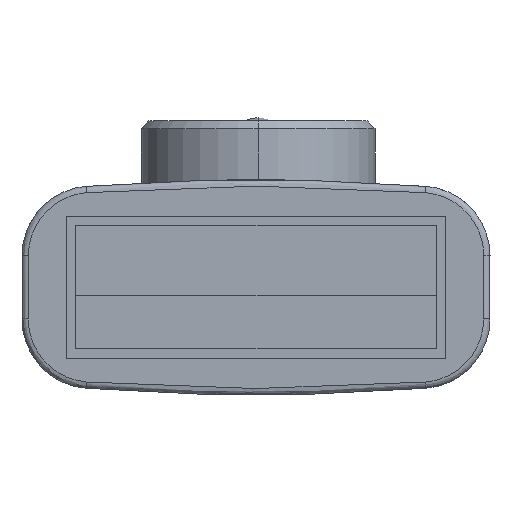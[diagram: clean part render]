
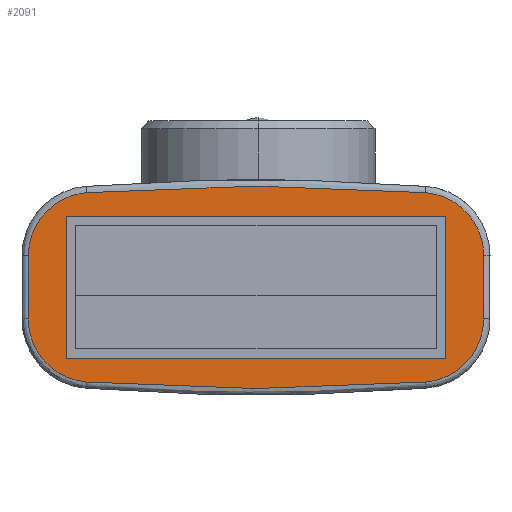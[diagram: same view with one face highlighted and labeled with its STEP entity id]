
A CAD part, front view. The second image highlights one B-rep face of the part: STEP entity #2091.
In plain terms, the highlighted planar face has unit normal (0, -1, 0).
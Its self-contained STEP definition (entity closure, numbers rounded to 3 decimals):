
#28 = CARTESIAN_POINT ( 'NONE',  ( 45.288, -123.764, -7.271 ) ) ;
#130 = VECTOR ( 'NONE', #5811, 1000. ) ;
#164 = DIRECTION ( 'NONE',  ( 0., 0., 1. ) ) ;
#166 = EDGE_LOOP ( 'NONE', ( #2659, #2253, #5939, #5319 ) ) ;
#219 = VECTOR ( 'NONE', #1344, 1000. ) ;
#235 = EDGE_CURVE ( 'NONE', #251, #2193, #5339, .T. ) ;
#251 = VERTEX_POINT ( 'NONE', #4860 ) ;
#273 = CARTESIAN_POINT ( 'NONE',  ( 34.581, -123.764, -13.26 ) ) ;
#375 = VERTEX_POINT ( 'NONE', #2618 ) ;
#395 = CARTESIAN_POINT ( 'NONE',  ( 32.734, -123.764, -9.265 ) ) ;
#482 = CARTESIAN_POINT ( 'NONE',  ( 39.934, -123.764, -8.016 ) ) ;
#772 = LINE ( 'NONE', #5689, #219 ) ;
#778 = ORIENTED_EDGE ( 'NONE', *, *, #1129, .F. ) ;
#815 = CARTESIAN_POINT ( 'NONE',  ( 34.581, -123.764, -13.26 ) ) ;
#989 = CARTESIAN_POINT ( 'NONE',  ( 39.934, -123.764, -12.516 ) ) ;
#1006 = CARTESIAN_POINT ( 'NONE',  ( 38.149, -123.764, -6.997 ) ) ;
#1069 = EDGE_CURVE ( 'NONE', #3950, #375, #5230, .T. ) ;
#1111 = VECTOR ( 'NONE', #164, 1000. ) ;
#1129 = EDGE_CURVE ( 'NONE', #3959, #5243, #1395, .T. ) ;
#1312 = CARTESIAN_POINT ( 'NONE',  ( 32.734, -123.764, -11.264 ) ) ;
#1322 = CARTESIAN_POINT ( 'NONE',  ( 45.288, -123.764, -7.271 ) ) ;
#1342 =( BOUNDED_CURVE ( )  B_SPLINE_CURVE ( 3, ( #1322, #1684, #5192, #3660 ),
 .UNSPECIFIED., .F., .T. ) 
 B_SPLINE_CURVE_WITH_KNOTS ( ( 4, 4 ),
 ( 0., 1. ),
 .UNSPECIFIED. ) 
 CURVE ( )  GEOMETRIC_REPRESENTATION_ITEM ( )  RATIONAL_B_SPLINE_CURVE ( ( 1., 0.822, 0.822, 1. ) ) 
 REPRESENTATION_ITEM ( '' )  );
#1344 = DIRECTION ( 'NONE',  ( 0., 0., -1. ) ) ;
#1363 = DIRECTION ( 'NONE',  ( 0., 0., -1. ) ) ;
#1395 = LINE ( 'NONE', #6211, #4373 ) ;
#1409 = VERTEX_POINT ( 'NONE', #815 ) ;
#1499 = CARTESIAN_POINT ( 'NONE',  ( 32.734, -123.764, -8.162 ) ) ;
#1684 = CARTESIAN_POINT ( 'NONE',  ( 46.387, -123.764, -7.356 ) ) ;
#1687 = ORIENTED_EDGE ( 'NONE', *, *, #2406, .F. ) ;
#1731 = CARTESIAN_POINT ( 'NONE',  ( 32.734, -123.764, -12.367 ) ) ;
#2036 = CARTESIAN_POINT ( 'NONE',  ( 45.284, -123.764, -13.26 ) ) ;
#2056 = EDGE_CURVE ( 'NONE', #2356, #2696, #2492, .T. ) ;
#2064 = CARTESIAN_POINT ( 'NONE',  ( 45.934, -123.764, -10.266 ) ) ;
#2091 = ADVANCED_FACE ( 'NONE', ( #4073, #4552 ), #5055, .F. ) ;
#2164 = CARTESIAN_POINT ( 'NONE',  ( 33.934, -123.764, -12.516 ) ) ;
#2180 = CARTESIAN_POINT ( 'NONE',  ( 45.284, -123.764, -13.26 ) ) ;
#2193 = VERTEX_POINT ( 'NONE', #4521 ) ;
#2253 = ORIENTED_EDGE ( 'NONE', *, *, #2056, .F. ) ;
#2356 = VERTEX_POINT ( 'NONE', #2164 ) ;
#2406 = EDGE_CURVE ( 'NONE', #3126, #3950, #2436, .T. ) ;
#2436 =( BOUNDED_CURVE ( )  B_SPLINE_CURVE ( 3, ( #5044, #1499, #3440, #3475 ),
 .UNSPECIFIED., .F., .F. ) 
 B_SPLINE_CURVE_WITH_KNOTS ( ( 4, 4 ),
 ( 0., 1. ),
 .UNSPECIFIED. ) 
 CURVE ( )  GEOMETRIC_REPRESENTATION_ITEM ( )  RATIONAL_B_SPLINE_CURVE ( ( 1., 0.822, 0.822, 1. ) ) 
 REPRESENTATION_ITEM ( '' )  );
#2474 = ORIENTED_EDGE ( 'NONE', *, *, #3994, .F. ) ;
#2486 = EDGE_CURVE ( 'NONE', #375, #3959, #1342, .T. ) ;
#2492 = LINE ( 'NONE', #989, #130 ) ;
#2552 = CARTESIAN_POINT ( 'NONE',  ( 45.284, -123.764, -13.26 ) ) ;
#2617 = CARTESIAN_POINT ( 'NONE',  ( 39.934, -123.764, -10.266 ) ) ;
#2618 = CARTESIAN_POINT ( 'NONE',  ( 45.288, -123.764, -7.271 ) ) ;
#2631 = LINE ( 'NONE', #2064, #1111 ) ;
#2659 = ORIENTED_EDGE ( 'NONE', *, *, #2930, .F. ) ;
#2684 =( BOUNDED_CURVE ( )  B_SPLINE_CURVE ( 3, ( #2180, #3553, #4589, #5058 ),
 .UNSPECIFIED., .F., .T. ) 
 B_SPLINE_CURVE_WITH_KNOTS ( ( 4, 4 ),
 ( 0., 1. ),
 .UNSPECIFIED. ) 
 CURVE ( )  GEOMETRIC_REPRESENTATION_ITEM ( )  RATIONAL_B_SPLINE_CURVE ( ( 1., 0.998, 0.998, 1. ) ) 
 REPRESENTATION_ITEM ( '' )  );
#2696 = VERTEX_POINT ( 'NONE', #5729 ) ;
#2930 = EDGE_CURVE ( 'NONE', #2696, #251, #2631, .T. ) ;
#3126 = VERTEX_POINT ( 'NONE', #395 ) ;
#3393 = VERTEX_POINT ( 'NONE', #5570 ) ;
#3440 = CARTESIAN_POINT ( 'NONE',  ( 33.485, -123.764, -7.353 ) ) ;
#3469 = CARTESIAN_POINT ( 'NONE',  ( 47.134, -123.764, -11.266 ) ) ;
#3475 = CARTESIAN_POINT ( 'NONE',  ( 34.585, -123.764, -7.271 ) ) ;
#3553 = CARTESIAN_POINT ( 'NONE',  ( 41.72, -123.764, -13.534 ) ) ;
#3628 = ORIENTED_EDGE ( 'NONE', *, *, #4545, .F. ) ;
#3660 = CARTESIAN_POINT ( 'NONE',  ( 47.134, -123.764, -9.267 ) ) ;
#3842 = CARTESIAN_POINT ( 'NONE',  ( 34.585, -123.764, -7.271 ) ) ;
#3893 = EDGE_LOOP ( 'NONE', ( #5829, #5286, #1687, #5849, #3628, #4862, #2474, #778 ) ) ;
#3950 = VERTEX_POINT ( 'NONE', #3842 ) ;
#3959 = VERTEX_POINT ( 'NONE', #4409 ) ;
#3994 = EDGE_CURVE ( 'NONE', #5243, #6155, #4415, .T. ) ;
#4072 = AXIS2_PLACEMENT_3D ( 'NONE', #2617, #4162, #5540 ) ;
#4073 = FACE_OUTER_BOUND ( 'NONE', #3893, .T. ) ;
#4121 = VECTOR ( 'NONE', #4447, 1000. ) ;
#4162 = DIRECTION ( 'NONE',  ( 0., 1., 0. ) ) ;
#4176 =( BOUNDED_CURVE ( )  B_SPLINE_CURVE ( 3, ( #273, #6077, #1731, #1312 ),
 .UNSPECIFIED., .F., .T. ) 
 B_SPLINE_CURVE_WITH_KNOTS ( ( 4, 4 ),
 ( 0., 1. ),
 .UNSPECIFIED. ) 
 CURVE ( )  GEOMETRIC_REPRESENTATION_ITEM ( )  RATIONAL_B_SPLINE_CURVE ( ( 1., 0.822, 0.822, 1. ) ) 
 REPRESENTATION_ITEM ( '' )  );
#4373 = VECTOR ( 'NONE', #1363, 1000. ) ;
#4377 = VECTOR ( 'NONE', #5276, 1000. ) ;
#4398 = CARTESIAN_POINT ( 'NONE',  ( 41.724, -123.764, -6.997 ) ) ;
#4409 = CARTESIAN_POINT ( 'NONE',  ( 47.134, -123.764, -9.267 ) ) ;
#4410 = EDGE_CURVE ( 'NONE', #6155, #1409, #2684, .T. ) ;
#4415 =( BOUNDED_CURVE ( )  B_SPLINE_CURVE ( 3, ( #3469, #4483, #4515, #2552 ),
 .UNSPECIFIED., .F., .T. ) 
 B_SPLINE_CURVE_WITH_KNOTS ( ( 4, 4 ),
 ( 0., 1. ),
 .UNSPECIFIED. ) 
 CURVE ( )  GEOMETRIC_REPRESENTATION_ITEM ( )  RATIONAL_B_SPLINE_CURVE ( ( 1., 0.822, 0.822, 1. ) ) 
 REPRESENTATION_ITEM ( '' )  );
#4447 = DIRECTION ( 'NONE',  ( 0., 0., 1. ) ) ;
#4483 = CARTESIAN_POINT ( 'NONE',  ( 47.134, -123.764, -12.369 ) ) ;
#4515 = CARTESIAN_POINT ( 'NONE',  ( 46.384, -123.764, -13.178 ) ) ;
#4517 = CARTESIAN_POINT ( 'NONE',  ( 32.734, -123.764, -10.266 ) ) ;
#4521 = CARTESIAN_POINT ( 'NONE',  ( 33.934, -123.764, -8.016 ) ) ;
#4545 = EDGE_CURVE ( 'NONE', #1409, #3393, #4176, .T. ) ;
#4552 = FACE_BOUND ( 'NONE', #166, .T. ) ;
#4559 = EDGE_CURVE ( 'NONE', #2193, #2356, #772, .T. ) ;
#4589 = CARTESIAN_POINT ( 'NONE',  ( 38.145, -123.764, -13.534 ) ) ;
#4860 = CARTESIAN_POINT ( 'NONE',  ( 45.934, -123.764, -8.016 ) ) ;
#4862 = ORIENTED_EDGE ( 'NONE', *, *, #4410, .F. ) ;
#4960 = LINE ( 'NONE', #4517, #4121 ) ;
#5044 = CARTESIAN_POINT ( 'NONE',  ( 32.734, -123.764, -9.265 ) ) ;
#5055 = PLANE ( 'NONE',  #4072 ) ;
#5058 = CARTESIAN_POINT ( 'NONE',  ( 34.581, -123.764, -13.26 ) ) ;
#5116 = EDGE_CURVE ( 'NONE', #3393, #3126, #4960, .T. ) ;
#5192 = CARTESIAN_POINT ( 'NONE',  ( 47.135, -123.764, -8.164 ) ) ;
#5230 =( BOUNDED_CURVE ( )  B_SPLINE_CURVE ( 3, ( #6268, #1006, #4398, #28 ),
 .UNSPECIFIED., .F., .T. ) 
 B_SPLINE_CURVE_WITH_KNOTS ( ( 4, 4 ),
 ( 0., 1. ),
 .UNSPECIFIED. ) 
 CURVE ( )  GEOMETRIC_REPRESENTATION_ITEM ( )  RATIONAL_B_SPLINE_CURVE ( ( 1., 0.998, 0.998, 1. ) ) 
 REPRESENTATION_ITEM ( '' )  );
#5243 = VERTEX_POINT ( 'NONE', #6149 ) ;
#5276 = DIRECTION ( 'NONE',  ( -1., 0., 0. ) ) ;
#5286 = ORIENTED_EDGE ( 'NONE', *, *, #1069, .F. ) ;
#5319 = ORIENTED_EDGE ( 'NONE', *, *, #235, .F. ) ;
#5339 = LINE ( 'NONE', #482, #4377 ) ;
#5540 = DIRECTION ( 'NONE',  ( -1., 0., 0. ) ) ;
#5570 = CARTESIAN_POINT ( 'NONE',  ( 32.734, -123.764, -11.264 ) ) ;
#5689 = CARTESIAN_POINT ( 'NONE',  ( 33.934, -123.764, -10.266 ) ) ;
#5729 = CARTESIAN_POINT ( 'NONE',  ( 45.934, -123.764, -12.516 ) ) ;
#5811 = DIRECTION ( 'NONE',  ( 1., 0., 0. ) ) ;
#5829 = ORIENTED_EDGE ( 'NONE', *, *, #2486, .F. ) ;
#5849 = ORIENTED_EDGE ( 'NONE', *, *, #5116, .F. ) ;
#5939 = ORIENTED_EDGE ( 'NONE', *, *, #4559, .F. ) ;
#6077 = CARTESIAN_POINT ( 'NONE',  ( 33.482, -123.764, -13.175 ) ) ;
#6149 = CARTESIAN_POINT ( 'NONE',  ( 47.134, -123.764, -11.266 ) ) ;
#6155 = VERTEX_POINT ( 'NONE', #2036 ) ;
#6211 = CARTESIAN_POINT ( 'NONE',  ( 47.134, -123.764, -10.266 ) ) ;
#6268 = CARTESIAN_POINT ( 'NONE',  ( 34.585, -123.764, -7.271 ) ) ;
